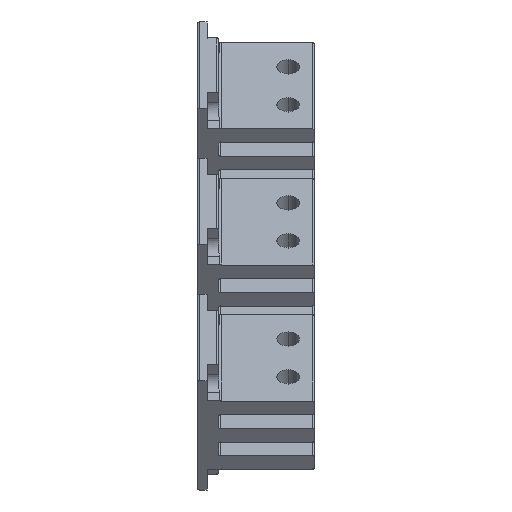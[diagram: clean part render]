
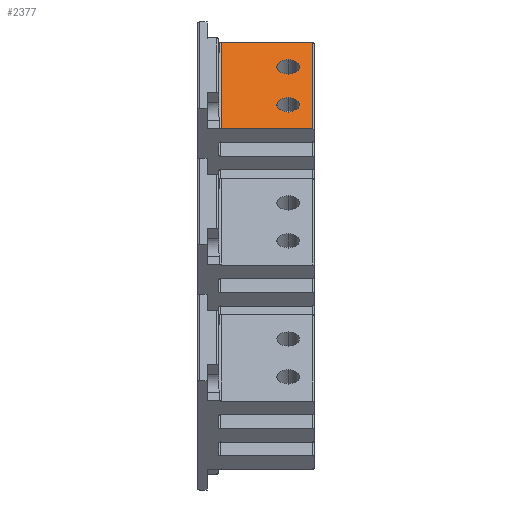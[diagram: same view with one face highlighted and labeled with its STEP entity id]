
A CAD part, left-side view. The second image highlights one B-rep face of the part: STEP entity #2377.
In plain terms, the highlighted face is planar.
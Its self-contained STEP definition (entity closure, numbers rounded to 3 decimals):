
#966=DIRECTION('',(0.,0.,-1.));
#967=VECTOR('',#966,52.5);
#968=CARTESIAN_POINT('',(40.,25.,66.));
#969=LINE('',#968,#967);
#970=DIRECTION('',(1.,0.,0.));
#971=VECTOR('',#970,80.);
#972=CARTESIAN_POINT('',(-40.,25.,66.));
#973=LINE('',#972,#971);
#974=DIRECTION('',(0.,0.,-1.));
#975=VECTOR('',#974,52.5);
#976=CARTESIAN_POINT('',(-40.,25.,66.));
#977=LINE('',#976,#975);
#978=DIRECTION('',(1.,0.,0.));
#979=VECTOR('',#978,80.);
#980=CARTESIAN_POINT('',(-40.,25.,13.5));
#981=LINE('',#980,#979);
#982=CARTESIAN_POINT('',(-17.5,25.,52.));
#983=DIRECTION('',(0.,1.,0.));
#984=DIRECTION('',(-1.,0.,0.));
#985=AXIS2_PLACEMENT_3D('',#982,#983,#984);
#987=CARTESIAN_POINT('',(-17.5,25.,52.));
#988=DIRECTION('',(0.,1.,0.));
#989=DIRECTION('',(1.,0.,0.));
#990=AXIS2_PLACEMENT_3D('',#987,#988,#989);
#992=CARTESIAN_POINT('',(17.5,25.,52.));
#993=DIRECTION('',(0.,1.,0.));
#994=DIRECTION('',(1.,0.,0.));
#995=AXIS2_PLACEMENT_3D('',#992,#993,#994);
#997=CARTESIAN_POINT('',(17.5,25.,52.));
#998=DIRECTION('',(0.,1.,0.));
#999=DIRECTION('',(-1.,0.,0.));
#1000=AXIS2_PLACEMENT_3D('',#997,#998,#999);
#1198=CARTESIAN_POINT('',(-40.,25.,66.));
#1199=CARTESIAN_POINT('',(40.,25.,66.));
#1200=VERTEX_POINT('',#1198);
#1201=VERTEX_POINT('',#1199);
#1282=CARTESIAN_POINT('',(-24.,25.,52.));
#1283=CARTESIAN_POINT('',(-11.,25.,52.));
#1284=VERTEX_POINT('',#1282);
#1285=VERTEX_POINT('',#1283);
#1306=CARTESIAN_POINT('',(24.,25.,52.));
#1307=CARTESIAN_POINT('',(11.,25.,52.));
#1308=VERTEX_POINT('',#1306);
#1309=VERTEX_POINT('',#1307);
#1420=CARTESIAN_POINT('',(-40.,25.,13.5));
#1421=CARTESIAN_POINT('',(40.,25.,13.5));
#1422=VERTEX_POINT('',#1420);
#1423=VERTEX_POINT('',#1421);
#2354=CARTESIAN_POINT('',(0.,25.,67.));
#2355=DIRECTION('',(0.,-1.,0.));
#2356=DIRECTION('',(0.,0.,-1.));
#2357=AXIS2_PLACEMENT_3D('',#2354,#2355,#2356);
#2358=PLANE('',#2357);
#2359=ORIENTED_EDGE('',*,*,#1534,.F.);
#2360=ORIENTED_EDGE('',*,*,#2349,.F.);
#2361=ORIENTED_EDGE('',*,*,#1586,.T.);
#2362=ORIENTED_EDGE('',*,*,#1573,.T.);
#2363=EDGE_LOOP('',(#2359,#2360,#2361,#2362));
#2364=FACE_OUTER_BOUND('',#2363,.F.);
#2366=ORIENTED_EDGE('',*,*,#2365,.T.);
#2368=ORIENTED_EDGE('',*,*,#2367,.T.);
#2369=EDGE_LOOP('',(#2366,#2368));
#2370=FACE_BOUND('',#2369,.F.);
#2372=ORIENTED_EDGE('',*,*,#2371,.T.);
#2374=ORIENTED_EDGE('',*,*,#2373,.T.);
#2375=EDGE_LOOP('',(#2372,#2374));
#2376=FACE_BOUND('',#2375,.F.);
#986=CIRCLE('',#985,6.5);
#991=CIRCLE('',#990,6.5);
#996=CIRCLE('',#995,6.5);
#1001=CIRCLE('',#1000,6.5);
#1534=EDGE_CURVE('',#1201,#1423,#969,.T.);
#1573=EDGE_CURVE('',#1422,#1423,#981,.T.);
#1586=EDGE_CURVE('',#1200,#1422,#977,.T.);
#2349=EDGE_CURVE('',#1200,#1201,#973,.T.);
#2365=EDGE_CURVE('',#1284,#1285,#986,.T.);
#2367=EDGE_CURVE('',#1285,#1284,#991,.T.);
#2371=EDGE_CURVE('',#1308,#1309,#996,.T.);
#2373=EDGE_CURVE('',#1309,#1308,#1001,.T.);
#2377=ADVANCED_FACE('',(#2364,#2370,#2376),#2358,.F.);
